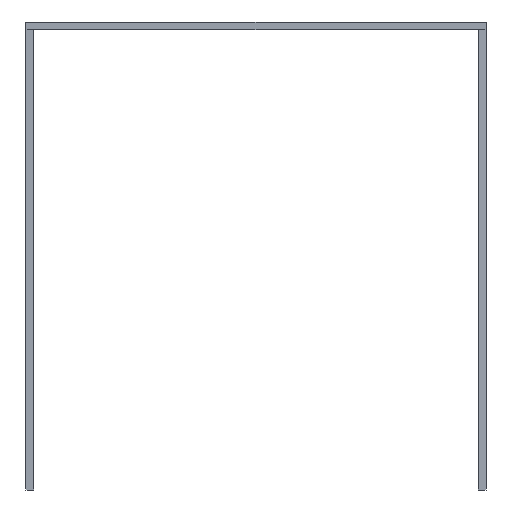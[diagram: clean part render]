
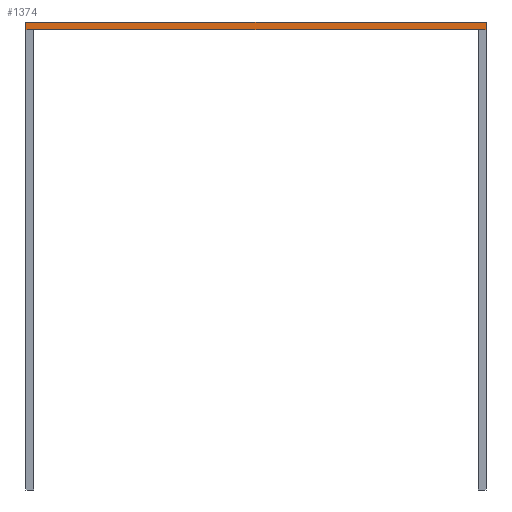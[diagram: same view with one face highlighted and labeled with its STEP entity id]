
A CAD part, front view. The second image highlights one B-rep face of the part: STEP entity #1374.
In plain terms, the highlighted planar face has unit normal (0, -1, 0).
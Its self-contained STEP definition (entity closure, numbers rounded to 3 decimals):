
#72 = PLANE('',#73);
#73 = AXIS2_PLACEMENT_3D('',#74,#75,#76);
#74 = CARTESIAN_POINT('',(-51.8,-305.,50.));
#75 = DIRECTION('',(1.,0.,0.));
#76 = DIRECTION('',(0.,0.,1.));
#100 = PLANE('',#101);
#101 = AXIS2_PLACEMENT_3D('',#102,#103,#104);
#102 = CARTESIAN_POINT('',(-51.8,-305.,51.8));
#103 = DIRECTION('',(0.,0.,1.));
#104 = DIRECTION('',(1.,0.,0.));
#128 = PLANE('',#129);
#129 = AXIS2_PLACEMENT_3D('',#130,#131,#132);
#130 = CARTESIAN_POINT('',(51.8,-305.,50.));
#131 = DIRECTION('',(1.,0.,0.));
#132 = DIRECTION('',(0.,0.,1.));
#182 = PLANE('',#183);
#183 = AXIS2_PLACEMENT_3D('',#184,#185,#186);
#184 = CARTESIAN_POINT('',(-51.8,-305.,50.));
#185 = DIRECTION('',(0.,0.,1.));
#186 = DIRECTION('',(1.,0.,0.));
#284 = VERTEX_POINT('',#285);
#285 = CARTESIAN_POINT('',(-50.,-305.,50.));
#306 = EDGE_CURVE('',#284,#307,#309,.T.);
#307 = VERTEX_POINT('',#308);
#308 = CARTESIAN_POINT('',(50.,-305.,50.));
#309 = SURFACE_CURVE('',#310,(#314,#321),.PCURVE_S1.);
#310 = LINE('',#311,#312);
#311 = CARTESIAN_POINT('',(-51.8,-305.,50.));
#312 = VECTOR('',#313,1.);
#313 = DIRECTION('',(1.,0.,0.));
#314 = PCURVE('',#182,#315);
#315 = DEFINITIONAL_REPRESENTATION('',(#316),#320);
#316 = LINE('',#317,#318);
#317 = CARTESIAN_POINT('',(0.,0.));
#318 = VECTOR('',#319,1.);
#319 = DIRECTION('',(1.,0.));
#320 = ( GEOMETRIC_REPRESENTATION_CONTEXT(2) 
PARAMETRIC_REPRESENTATION_CONTEXT() REPRESENTATION_CONTEXT('2D SPACE',''
  ) );
#321 = PCURVE('',#322,#327);
#322 = PLANE('',#323);
#323 = AXIS2_PLACEMENT_3D('',#324,#325,#326);
#324 = CARTESIAN_POINT('',(-51.8,-305.,50.));
#325 = DIRECTION('',(0.,1.,0.));
#326 = DIRECTION('',(0.,0.,1.));
#327 = DEFINITIONAL_REPRESENTATION('',(#328),#332);
#328 = LINE('',#329,#330);
#329 = CARTESIAN_POINT('',(0.,0.));
#330 = VECTOR('',#331,1.);
#331 = DIRECTION('',(0.,1.));
#332 = ( GEOMETRIC_REPRESENTATION_CONTEXT(2) 
PARAMETRIC_REPRESENTATION_CONTEXT() REPRESENTATION_CONTEXT('2D SPACE',''
  ) );
#620 = EDGE_CURVE('',#621,#623,#625,.T.);
#621 = VERTEX_POINT('',#622);
#622 = CARTESIAN_POINT('',(51.8,-305.,50.));
#623 = VERTEX_POINT('',#624);
#624 = CARTESIAN_POINT('',(51.8,-305.,51.8));
#625 = SURFACE_CURVE('',#626,(#630,#637),.PCURVE_S1.);
#626 = LINE('',#627,#628);
#627 = CARTESIAN_POINT('',(51.8,-305.,50.));
#628 = VECTOR('',#629,1.);
#629 = DIRECTION('',(0.,0.,1.));
#630 = PCURVE('',#128,#631);
#631 = DEFINITIONAL_REPRESENTATION('',(#632),#636);
#632 = LINE('',#633,#634);
#633 = CARTESIAN_POINT('',(0.,0.));
#634 = VECTOR('',#635,1.);
#635 = DIRECTION('',(1.,0.));
#636 = ( GEOMETRIC_REPRESENTATION_CONTEXT(2) 
PARAMETRIC_REPRESENTATION_CONTEXT() REPRESENTATION_CONTEXT('2D SPACE',''
  ) );
#637 = PCURVE('',#322,#638);
#638 = DEFINITIONAL_REPRESENTATION('',(#639),#643);
#639 = LINE('',#640,#641);
#640 = CARTESIAN_POINT('',(0.,103.6));
#641 = VECTOR('',#642,1.);
#642 = DIRECTION('',(1.,0.));
#643 = ( GEOMETRIC_REPRESENTATION_CONTEXT(2) 
PARAMETRIC_REPRESENTATION_CONTEXT() REPRESENTATION_CONTEXT('2D SPACE',''
  ) );
#692 = VERTEX_POINT('',#693);
#693 = CARTESIAN_POINT('',(-51.8,-305.,51.8));
#714 = EDGE_CURVE('',#692,#623,#715,.T.);
#715 = SURFACE_CURVE('',#716,(#720,#727),.PCURVE_S1.);
#716 = LINE('',#717,#718);
#717 = CARTESIAN_POINT('',(-51.8,-305.,51.8));
#718 = VECTOR('',#719,1.);
#719 = DIRECTION('',(1.,0.,0.));
#720 = PCURVE('',#100,#721);
#721 = DEFINITIONAL_REPRESENTATION('',(#722),#726);
#722 = LINE('',#723,#724);
#723 = CARTESIAN_POINT('',(0.,0.));
#724 = VECTOR('',#725,1.);
#725 = DIRECTION('',(1.,0.));
#726 = ( GEOMETRIC_REPRESENTATION_CONTEXT(2) 
PARAMETRIC_REPRESENTATION_CONTEXT() REPRESENTATION_CONTEXT('2D SPACE',''
  ) );
#727 = PCURVE('',#322,#728);
#728 = DEFINITIONAL_REPRESENTATION('',(#729),#733);
#729 = LINE('',#730,#731);
#730 = CARTESIAN_POINT('',(1.8,0.));
#731 = VECTOR('',#732,1.);
#732 = DIRECTION('',(0.,1.));
#733 = ( GEOMETRIC_REPRESENTATION_CONTEXT(2) 
PARAMETRIC_REPRESENTATION_CONTEXT() REPRESENTATION_CONTEXT('2D SPACE',''
  ) );
#890 = EDGE_CURVE('',#891,#692,#893,.T.);
#891 = VERTEX_POINT('',#892);
#892 = CARTESIAN_POINT('',(-51.8,-305.,50.));
#893 = SURFACE_CURVE('',#894,(#898,#905),.PCURVE_S1.);
#894 = LINE('',#895,#896);
#895 = CARTESIAN_POINT('',(-51.8,-305.,50.));
#896 = VECTOR('',#897,1.);
#897 = DIRECTION('',(0.,0.,1.));
#898 = PCURVE('',#72,#899);
#899 = DEFINITIONAL_REPRESENTATION('',(#900),#904);
#900 = LINE('',#901,#902);
#901 = CARTESIAN_POINT('',(0.,0.));
#902 = VECTOR('',#903,1.);
#903 = DIRECTION('',(1.,0.));
#904 = ( GEOMETRIC_REPRESENTATION_CONTEXT(2) 
PARAMETRIC_REPRESENTATION_CONTEXT() REPRESENTATION_CONTEXT('2D SPACE',''
  ) );
#905 = PCURVE('',#322,#906);
#906 = DEFINITIONAL_REPRESENTATION('',(#907),#911);
#907 = LINE('',#908,#909);
#908 = CARTESIAN_POINT('',(0.,0.));
#909 = VECTOR('',#910,1.);
#910 = DIRECTION('',(1.,0.));
#911 = ( GEOMETRIC_REPRESENTATION_CONTEXT(2) 
PARAMETRIC_REPRESENTATION_CONTEXT() REPRESENTATION_CONTEXT('2D SPACE',''
  ) );
#956 = PLANE('',#957);
#957 = AXIS2_PLACEMENT_3D('',#958,#959,#960);
#958 = CARTESIAN_POINT('',(-51.8,-305.,50.));
#959 = DIRECTION('',(0.,1.,0.));
#960 = DIRECTION('',(1.,0.,0.));
#1374 = ADVANCED_FACE('',(#1375),#322,.F.);
#1375 = FACE_BOUND('',#1376,.F.);
#1376 = EDGE_LOOP('',(#1377,#1398,#1399,#1400,#1401,#1427));
#1377 = ORIENTED_EDGE('',*,*,#1378,.F.);
#1378 = EDGE_CURVE('',#891,#284,#1379,.T.);
#1379 = SURFACE_CURVE('',#1380,(#1384,#1391),.PCURVE_S1.);
#1380 = LINE('',#1381,#1382);
#1381 = CARTESIAN_POINT('',(-51.8,-305.,50.));
#1382 = VECTOR('',#1383,1.);
#1383 = DIRECTION('',(1.,0.,0.));
#1384 = PCURVE('',#322,#1385);
#1385 = DEFINITIONAL_REPRESENTATION('',(#1386),#1390);
#1386 = LINE('',#1387,#1388);
#1387 = CARTESIAN_POINT('',(0.,0.));
#1388 = VECTOR('',#1389,1.);
#1389 = DIRECTION('',(0.,1.));
#1390 = ( GEOMETRIC_REPRESENTATION_CONTEXT(2) 
PARAMETRIC_REPRESENTATION_CONTEXT() REPRESENTATION_CONTEXT('2D SPACE',''
  ) );
#1391 = PCURVE('',#956,#1392);
#1392 = DEFINITIONAL_REPRESENTATION('',(#1393),#1397);
#1393 = LINE('',#1394,#1395);
#1394 = CARTESIAN_POINT('',(0.,0.));
#1395 = VECTOR('',#1396,1.);
#1396 = DIRECTION('',(1.,0.));
#1397 = ( GEOMETRIC_REPRESENTATION_CONTEXT(2) 
PARAMETRIC_REPRESENTATION_CONTEXT() REPRESENTATION_CONTEXT('2D SPACE',''
  ) );
#1398 = ORIENTED_EDGE('',*,*,#890,.T.);
#1399 = ORIENTED_EDGE('',*,*,#714,.T.);
#1400 = ORIENTED_EDGE('',*,*,#620,.F.);
#1401 = ORIENTED_EDGE('',*,*,#1402,.F.);
#1402 = EDGE_CURVE('',#307,#621,#1403,.T.);
#1403 = SURFACE_CURVE('',#1404,(#1408,#1415),.PCURVE_S1.);
#1404 = LINE('',#1405,#1406);
#1405 = CARTESIAN_POINT('',(-51.8,-305.,50.));
#1406 = VECTOR('',#1407,1.);
#1407 = DIRECTION('',(1.,0.,0.));
#1408 = PCURVE('',#322,#1409);
#1409 = DEFINITIONAL_REPRESENTATION('',(#1410),#1414);
#1410 = LINE('',#1411,#1412);
#1411 = CARTESIAN_POINT('',(0.,0.));
#1412 = VECTOR('',#1413,1.);
#1413 = DIRECTION('',(0.,1.));
#1414 = ( GEOMETRIC_REPRESENTATION_CONTEXT(2) 
PARAMETRIC_REPRESENTATION_CONTEXT() REPRESENTATION_CONTEXT('2D SPACE',''
  ) );
#1415 = PCURVE('',#1416,#1421);
#1416 = PLANE('',#1417);
#1417 = AXIS2_PLACEMENT_3D('',#1418,#1419,#1420);
#1418 = CARTESIAN_POINT('',(50.,-305.,50.));
#1419 = DIRECTION('',(0.,1.,0.));
#1420 = DIRECTION('',(1.,0.,0.));
#1421 = DEFINITIONAL_REPRESENTATION('',(#1422),#1426);
#1422 = LINE('',#1423,#1424);
#1423 = CARTESIAN_POINT('',(-101.8,0.));
#1424 = VECTOR('',#1425,1.);
#1425 = DIRECTION('',(1.,0.));
#1426 = ( GEOMETRIC_REPRESENTATION_CONTEXT(2) 
PARAMETRIC_REPRESENTATION_CONTEXT() REPRESENTATION_CONTEXT('2D SPACE',''
  ) );
#1427 = ORIENTED_EDGE('',*,*,#306,.F.);
